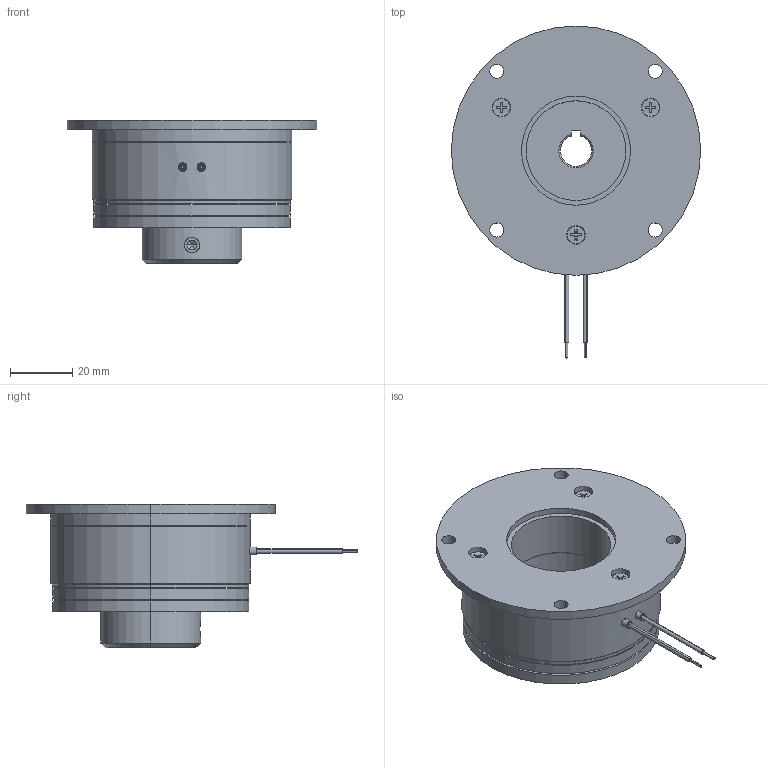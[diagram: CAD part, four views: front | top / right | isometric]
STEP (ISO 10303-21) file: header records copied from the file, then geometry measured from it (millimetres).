
FILE_DESCRIPTION (( 'STEP AP214' ), '1' );
FILE_NAME ('dr_bk_06P1-130_mu.STEP', '2021-11-30T13:32:30', ( '' ), ( '' ), 'SwSTEP 2.0', 'SolidWorks 2019', '' );
FILE_SCHEMA (( 'AUTOMOTIVE_DESIGN' ));
Length unit declared in the file: millimetre
Products named in the file (11): dr_bk_06P1-130_mu; 10068966_000; 10069020_000; 10069446_000_M 6 x 8; 10069445_000; 10069021_000; 10069022_000; 10068788_000; 10069444_000; 10068789_000_Einbaul„nge 2,55mm; 10068789_000_Einbaul„nge 2,8mm
Assembly tree (19 placements, depth 4):
  dr_bk_06P1-130_mu
    10068966_000
    10069444_000
      10069445_000
      10069020_000
        10069022_000
        10069021_000
        10068788_000  x3
        10068789_000_Einbaul„nge 2,55mm  x3
      10068789_000_Einbaul„nge 2,8mm  x3
      10068788_000  x3
      10069446_000_M 6 x 8
Bounding box: 80 x 106.5 x 46 mm (x, y, z)
Volume: 94087.8 mm3; surface area: 35745.1 mm2
Topology: 19 solids, 19 shells, 418 faces, 946 edges, 579 vertices
Faces by surface type: cylinder 181, cone 106, plane 99, torus 20, sphere 12
Entity records: 11722 total; most frequent: CARTESIAN_POINT 1965, DIRECTION 1712, ORIENTED_EDGE 1440, EDGE_CURVE 720, AXIS2_PLACEMENT_3D 680, VERTEX_POINT 451, EDGE_LOOP 395, LINE 352
